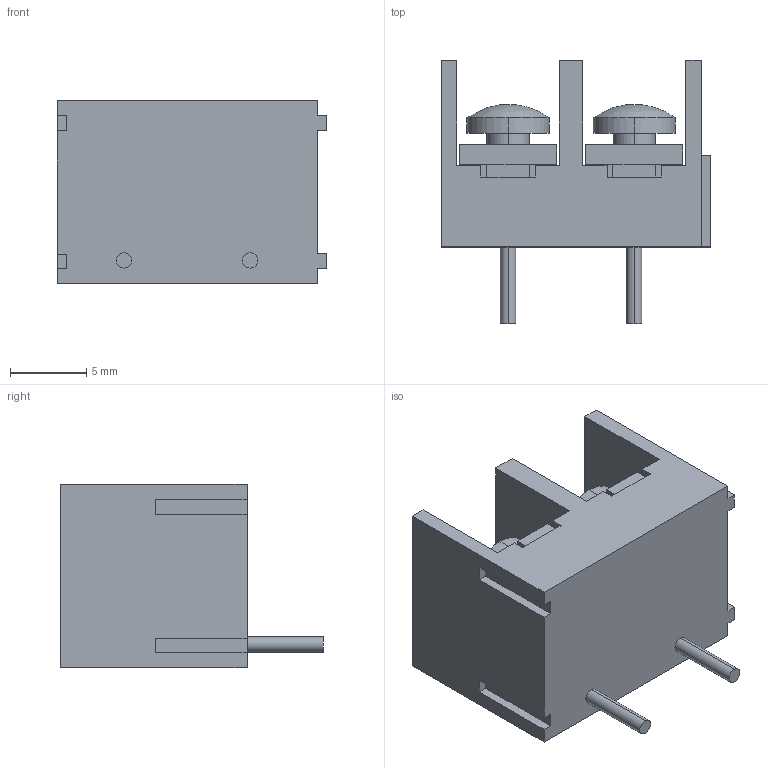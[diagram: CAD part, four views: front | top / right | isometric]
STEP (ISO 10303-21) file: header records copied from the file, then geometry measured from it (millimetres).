
FILE_DESCRIPTION (( 'STEP AP203' ), '1' );
FILE_NAME ('2p8.STEP', '2021-02-14T07:09:53', ( '' ), ( '' ), 'SwSTEP 2.0', 'SolidWorks 2018', '' );
FILE_SCHEMA (( 'CONFIG_CONTROL_DESIGN' ));
Length unit declared in the file: millimetre
Products named in the file (1): 2p8
Bounding box: 17.63 x 17.2 x 12 mm (x, y, z)
Volume: 1553.8 mm3; surface area: 1600.3 mm2
Topology: 1 solids, 1 shells, 114 faces, 304 edges, 200 vertices
Faces by surface type: plane 100, cylinder 12, bspline 2
Entity records: 3587 total; most frequent: CARTESIAN_POINT 649, ORIENTED_EDGE 608, DIRECTION 554, EDGE_CURVE 304, VECTOR 280, LINE 280, VERTEX_POINT 200, AXIS2_PLACEMENT_3D 137
